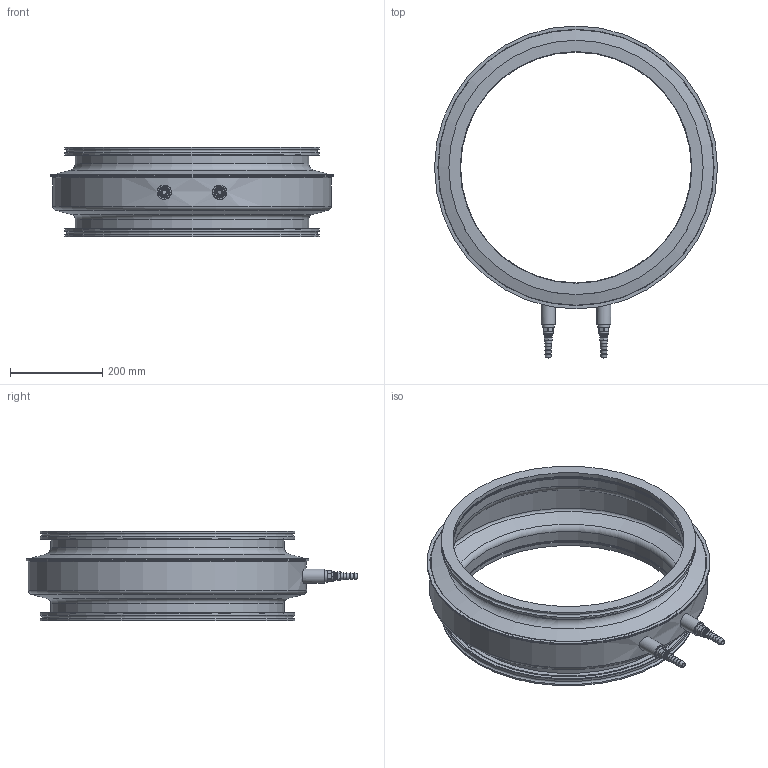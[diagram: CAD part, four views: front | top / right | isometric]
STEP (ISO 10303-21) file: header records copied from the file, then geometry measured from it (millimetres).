
FILE_DESCRIPTION(('STEP AP242'), '1');
FILE_NAME('Ëîâóøêà ïðîòî÷íàÿ ËÏ-500', '2023-04-25T05:57:52', (''), (''), 'C3D Converter', 'C3D Toolkit', '');
FILE_SCHEMA(('AP242_MANAGED_MODEL_BASED_3D_ENGINEERING_MIM_LF { 1 0 10303 442 1 1 4 }'));
Length unit declared in the file: millimetre
Bounding box: 612 x 718 x 193 mm (x, y, z)
Surface area: 1160285.5 mm2 (no closed solid volume)
Topology: 0 solids, 11 shells, 157 faces, 345 edges, 215 vertices
Faces by surface type: plane 63, cylinder 46, cone 31, torus 17
Full cylindrical faces by diameter (mm): 9.5 x2, 14 x2, 15 x2, 21.5 x2, 25 x4, 31 x2, 499 x2, 501 x4, 505 x2, 526 x2, 546 x2, 550 x4, 596 x1, 602 x1, 612 x2
Entity records: 8271 total; most frequent: CARTESIAN_POINT 3707, DIRECTION 698, ORIENTED_EDGE 502, AXIS2_PLACEMENT_3D 307, EDGE_LOOP 270, EDGE_CURVE 263, VERTEX_POINT 215, COLOUR_RGB 167
